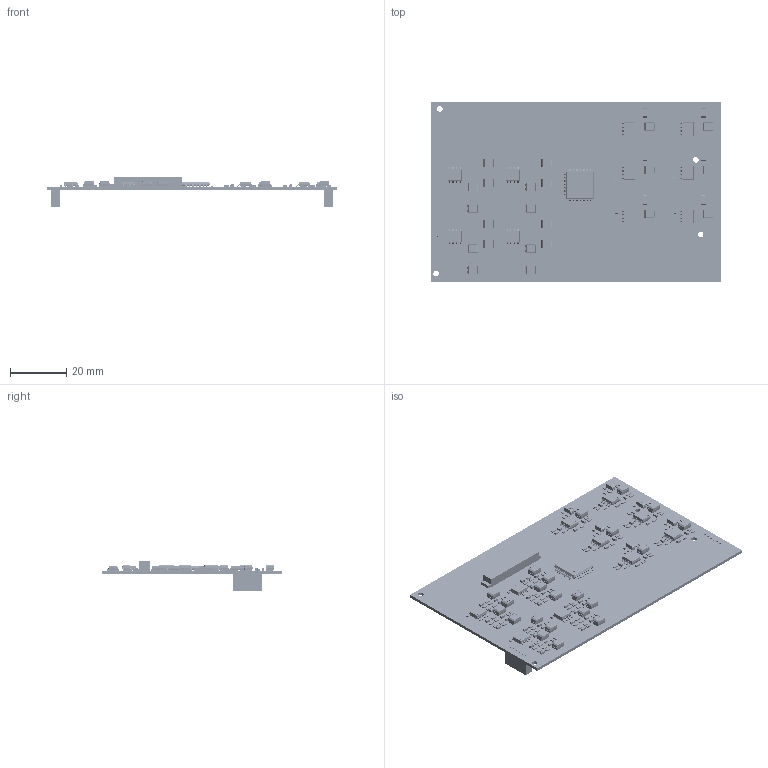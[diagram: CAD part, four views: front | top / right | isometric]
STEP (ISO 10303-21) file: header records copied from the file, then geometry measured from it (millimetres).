
FILE_DESCRIPTION(('Open CASCADE Model'),'2;1');
FILE_NAME('Open CASCADE Shape Model','2023-09-20T00:46:06',('Author'),( 'Open CASCADE'),'Open CASCADE STEP processor 6.8','Open CASCADE 6.8' ,'Unknown');
FILE_SCHEMA(('AUTOMOTIVE_DESIGN { 1 0 10303 214 1 1 1 1 }'));
Length unit declared in the file: millimetre
Products named in the file (258): PCB; Board; Open CASCADE STEP translator 6.8 5.1.1; IC1; 6511760048; Body; PinsArrayLR; PinsArrayTB; C8_outFilter_1; 0603_cap; C8_outFilter_2; C8_outFilter_3; C8_outFilter_4; C9_outFilter_1; C9_outFilter_2; C9_outFilter_3; C9_outFilter_4; C10_outFilter_1; CAP_TANT_-_1411_-_2.0MM; C10_outFilter_2; C10_outFilter_3; C11_outFilter_1; C11_outFilter_2; C11_outFilter_3; C11_outFilter_4; C12_outFilter_1; C12_outFilter_2; C12_outFilter_3; C12_outFilter_4; C13_outFilter_1; C13_outFilter_2; C13_outFilter_3; C13_outFilter_4; C14_outFilter_1; 0402_cap; C14_outFilter_2; C14_outFilter_3; C14_outFilter_4; C15_outFilter_1; C15_outFilter_2 ...
Assembly tree (479 placements, depth 4):
  PCB
    Board
      Open CASCADE STEP translator 6.8 5.1.1
    IC1
      6511760048
        Body
        PinsArrayLR
        PinsArrayTB
    C8_outFilter_1
      0603_cap
    C8_outFilter_2
      0603_cap
    C8_outFilter_3
      0603_cap
    C8_outFilter_4
      0603_cap
    C9_outFilter_1
      0603_cap
    C9_outFilter_2
      0603_cap
    C9_outFilter_3
      0603_cap
    C9_outFilter_4
      0603_cap
    C10_outFilter_1
      CAP_TANT_-_1411_-_2.0MM
    C10_outFilter_2
      CAP_TANT_-_1411_-_2.0MM
    C10_outFilter_3
      CAP_TANT_-_1411_-_2.0MM
    C11_outFilter_1
      0603_cap
    C11_outFilter_2
      0603_cap
    C11_outFilter_3
      0603_cap
    C11_outFilter_4
      0603_cap
    C12_outFilter_1
      0603_cap
    C12_outFilter_2
      0603_cap
    C12_outFilter_3
      0603_cap
    C12_outFilter_4
      0603_cap
    C13_outFilter_1
      CAP_TANT_-_1411_-_2.0MM
    C13_outFilter_2
      CAP_TANT_-_1411_-_2.0MM
    C13_outFilter_3
      CAP_TANT_-_1411_-_2.0MM
    C13_outFilter_4
      CAP_TANT_-_1411_-_2.0MM
    C14_outFilter_1
      0402_cap
    C14_outFilter_2
      0402_cap
    C14_outFilter_3
      0402_cap
Bounding box: 102.86 x 64 x 10.52 mm (x, y, z)
Volume: 9181 mm3; surface area: 18447.5 mm2
Topology: 503 solids, 503 shells, 17634 faces, 50281 edges, 33798 vertices
Faces by surface type: plane 11471, cylinder 2805, bspline 2050, sphere 1308
Full cylindrical faces by diameter (mm): 0.487 x10, 0.7 x12, 1.25 x1, 1.32 x2, 2 x4
Entity records: 61402 total; most frequent: CARTESIAN_POINT 12476, DIRECTION 8930, ORIENTED_EDGE 8822, EDGE_CURVE 4411, LINE 3328, VECTOR 3328, VERTEX_POINT 2882, AXIS2_PLACEMENT_3D 2801
